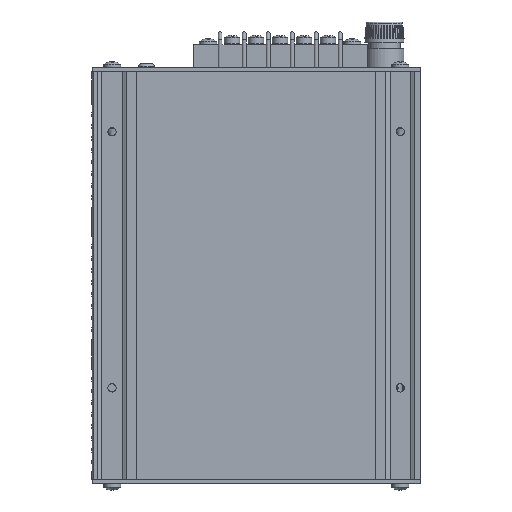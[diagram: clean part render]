
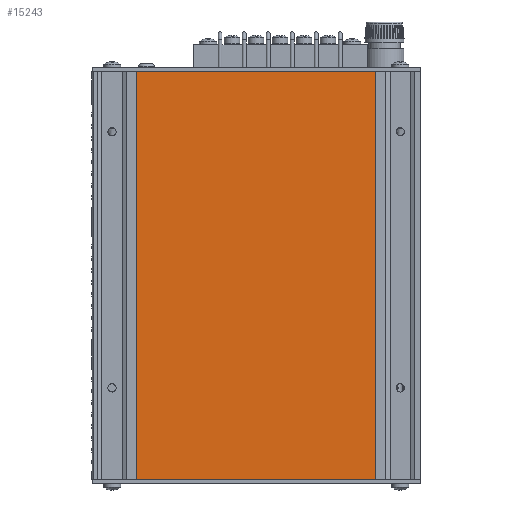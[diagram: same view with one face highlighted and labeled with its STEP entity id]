
A CAD part, front view. The second image highlights one B-rep face of the part: STEP entity #15243.
In plain terms, the highlighted face is planar.
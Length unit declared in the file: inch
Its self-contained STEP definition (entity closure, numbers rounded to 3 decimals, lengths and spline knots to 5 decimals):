
#15113=CARTESIAN_POINT('',(3.875,0.0,-0.032));
#15114=VERTEX_POINT('',#15113);
#15115=CARTESIAN_POINT('',(3.875,6.375,-0.032));
#15116=VERTEX_POINT('',#15115);
#15117=CARTESIAN_POINT('',(3.875,0.0,-0.032));
#15118=DIRECTION('',(0.0,1.0,0.0));
#15119=VECTOR('',#15118,6.375);
#15120=LINE('',#15117,#15119);
#15121=EDGE_CURVE('',#15114,#15116,#15120,.T.);
#15153=CARTESIAN_POINT('',(0.,6.375,-0.032));
#15154=VERTEX_POINT('',#15153);
#15155=CARTESIAN_POINT('',(3.875,6.375,-0.032));
#15156=DIRECTION('',(-1.0,0.0,0.0));
#15157=VECTOR('',#15156,3.875);
#15158=LINE('',#15155,#15157);
#15159=EDGE_CURVE('',#15116,#15154,#15158,.T.);
#15184=CARTESIAN_POINT('',(0.0,0.0,-0.032));
#15185=VERTEX_POINT('',#15184);
#15186=CARTESIAN_POINT('',(0.,6.375,-0.032));
#15187=DIRECTION('',(0.0,-1.0,0.0));
#15188=VECTOR('',#15187,6.375);
#15189=LINE('',#15186,#15188);
#15190=EDGE_CURVE('',#15154,#15185,#15189,.T.);
#15215=CARTESIAN_POINT('',(0.0,0.0,-0.032));
#15216=DIRECTION('',(1.0,0.0,0.0));
#15217=VECTOR('',#15216,3.875);
#15218=LINE('',#15215,#15217);
#15219=EDGE_CURVE('',#15185,#15114,#15218,.T.);
#15232=CARTESIAN_POINT('',(1.9375,3.1875,-0.032));
#15233=DIRECTION('',(0.0,0.0,1.0));
#15234=DIRECTION('',(1.0,0.0,0.0));
#15235=AXIS2_PLACEMENT_3D('',#15232,#15233,#15234);
#15236=PLANE('',#15235);
#15237=ORIENTED_EDGE('',*,*,#15121,.F.);
#15238=ORIENTED_EDGE('',*,*,#15219,.F.);
#15239=ORIENTED_EDGE('',*,*,#15190,.F.);
#15240=ORIENTED_EDGE('',*,*,#15159,.F.);
#15241=EDGE_LOOP('',(#15237,#15238,#15239,#15240));
#15242=FACE_OUTER_BOUND('',#15241,.T.);
#15243=ADVANCED_FACE('',(#15242),#15236,.F.);
